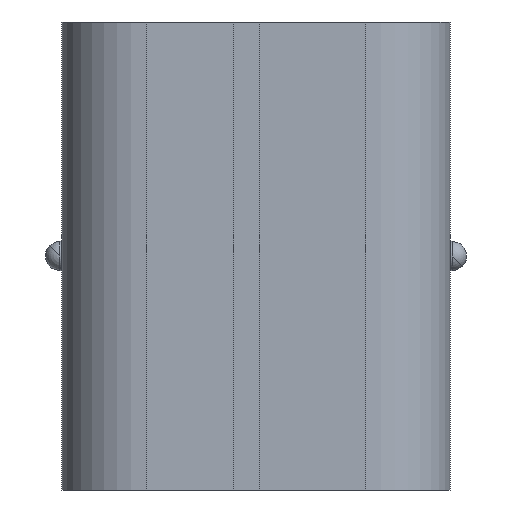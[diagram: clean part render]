
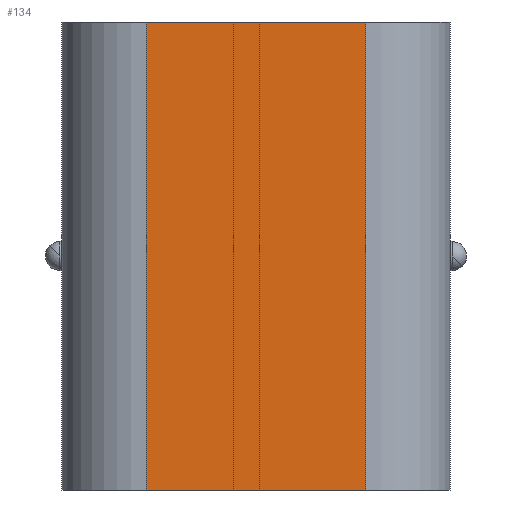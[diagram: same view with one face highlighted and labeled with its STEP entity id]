
A CAD part, left-side view. The second image highlights one B-rep face of the part: STEP entity #134.
In plain terms, the highlighted planar face has unit normal (-1, 0, 0).
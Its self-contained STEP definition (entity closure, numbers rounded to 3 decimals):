
#134=ADVANCED_FACE('',(#274),#275,.T.);
#274=FACE_OUTER_BOUND('',#480,.T.);
#275=PLANE('',#481);
#480=EDGE_LOOP('',(#1055,#1056,#1057,#1058));
#481=AXIS2_PLACEMENT_3D('',#1059,#1060,#1061);
#1055=ORIENTED_EDGE('',*,*,#1448,.T.);
#1056=ORIENTED_EDGE('',*,*,#1380,.T.);
#1057=ORIENTED_EDGE('',*,*,#1449,.F.);
#1058=ORIENTED_EDGE('',*,*,#1358,.T.);
#1059=CARTESIAN_POINT('',(-1.467,116.592,139.498));
#1060=DIRECTION('',(-1.0,0.,0.0));
#1061=DIRECTION('',(0.0,0.0,1.0));
#1358=EDGE_CURVE('',#1937,#1935,#1938,.T.);
#1380=EDGE_CURVE('',#1980,#1981,#1982,.T.);
#1448=EDGE_CURVE('',#1935,#1980,#2080,.T.);
#1449=EDGE_CURVE('',#1937,#1981,#2081,.T.);
#1935=VERTEX_POINT('',#2336);
#1937=VERTEX_POINT('',#2338);
#1938=LINE('',#2339,#2340);
#1980=VERTEX_POINT('',#2396);
#1981=VERTEX_POINT('',#2397);
#1982=LINE('',#2398,#2399);
#2080=LINE('',#2540,#2541);
#2081=LINE('',#2542,#2543);
#2336=CARTESIAN_POINT('',(-1.467,93.092,99.498));
#2338=CARTESIAN_POINT('',(-1.467,140.092,99.498));
#2339=CARTESIAN_POINT('',(-1.467,93.092,99.498));
#2340=VECTOR('',#2876,1.0);
#2396=CARTESIAN_POINT('',(-1.467,93.092,199.498));
#2397=CARTESIAN_POINT('',(-1.467,140.092,199.498));
#2398=CARTESIAN_POINT('',(-1.467,140.092,199.498));
#2399=VECTOR('',#2912,1.0);
#2540=CARTESIAN_POINT('',(-1.467,93.092,139.498));
#2541=VECTOR('',#3028,1.0);
#2542=CARTESIAN_POINT('',(-1.467,140.092,139.498));
#2543=VECTOR('',#3029,1.0);
#2876=DIRECTION('',(0.,-1.0,0.0));
#2912=DIRECTION('',(0.,1.0,0.0));
#3028=DIRECTION('',(0.0,0.0,1.0));
#3029=DIRECTION('',(0.0,0.0,1.0));
